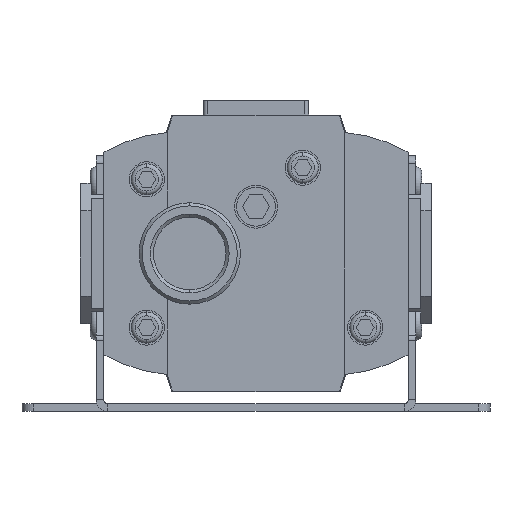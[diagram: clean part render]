
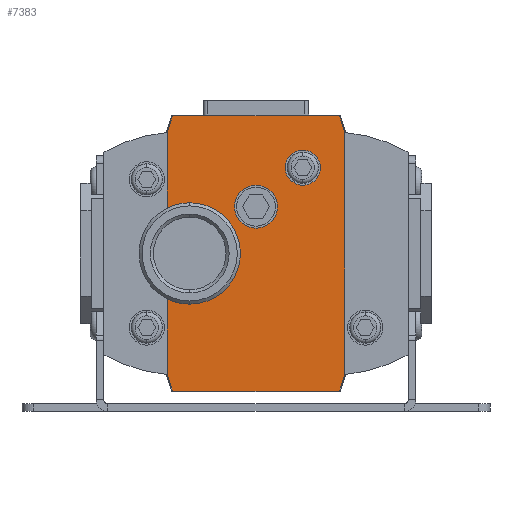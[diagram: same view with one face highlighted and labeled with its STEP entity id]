
A CAD part, front view. The second image highlights one B-rep face of the part: STEP entity #7383.
In plain terms, the highlighted planar face has unit normal (0, -1, 0).
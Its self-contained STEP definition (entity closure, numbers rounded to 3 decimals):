
#6 = DIRECTION ( 'NONE',  ( 0., -1., 0. ) ) ;
#297 = VERTEX_POINT ( 'NONE', #16149 ) ;
#352 = CARTESIAN_POINT ( 'NONE',  ( 12., -33., 26.5 ) ) ;
#360 = VECTOR ( 'NONE', #911, 1000. ) ;
#712 = CIRCLE ( 'NONE', #4695, 4.5 ) ;
#729 = DIRECTION ( 'NONE',  ( 0., 0., 1. ) ) ;
#829 = AXIS2_PLACEMENT_3D ( 'NONE', #9446, #1973, #10708 ) ;
#911 = DIRECTION ( 'NONE',  ( -1., 0., 0. ) ) ;
#914 = CARTESIAN_POINT ( 'NONE',  ( -22.802, -33., -11.633 ) ) ;
#1116 = DIRECTION ( 'NONE',  ( 0., -1., 0. ) ) ;
#1208 = EDGE_CURVE ( 'NONE', #14340, #297, #2739, .T. ) ;
#1589 = LINE ( 'NONE', #13971, #1977 ) ;
#1973 = DIRECTION ( 'NONE',  ( 0., -1., 0. ) ) ;
#1977 = VECTOR ( 'NONE', #5228, 1000. ) ;
#1982 = CARTESIAN_POINT ( 'NONE',  ( 22.802, -33., -30.968 ) ) ;
#2218 = VECTOR ( 'NONE', #729, 1000. ) ;
#2271 = AXIS2_PLACEMENT_3D ( 'NONE', #10309, #2831, #11602 ) ;
#2327 = EDGE_CURVE ( 'NONE', #10686, #15142, #7021, .T. ) ;
#2424 = DIRECTION ( 'NONE',  ( 0., -1., 0. ) ) ;
#2461 = LINE ( 'NONE', #10526, #14582 ) ;
#2468 = CARTESIAN_POINT ( 'NONE',  ( -21.395, -33., 35.3 ) ) ;
#2739 = CIRCLE ( 'NONE', #829, 13. ) ;
#2831 = DIRECTION ( 'NONE',  ( 0., -1., 0. ) ) ;
#2885 = VERTEX_POINT ( 'NONE', #9629 ) ;
#3034 = EDGE_CURVE ( 'NONE', #297, #14377, #3062, .T. ) ;
#3062 = CIRCLE ( 'NONE', #4220, 13. ) ;
#3204 = CIRCLE ( 'NONE', #11715, 4.5 ) ;
#3477 = CARTESIAN_POINT ( 'NONE',  ( -17., -33., 13. ) ) ;
#3493 = CARTESIAN_POINT ( 'NONE',  ( 0., -33., 17.5 ) ) ;
#3582 = PLANE ( 'NONE',  #13568 ) ;
#3704 = EDGE_LOOP ( 'NONE', ( #6773, #7121, #14886, #7961, #3938, #13262, #6230, #11586, #13799, #4880, #12664, #7865 ) ) ;
#3938 = ORIENTED_EDGE ( 'NONE', *, *, #13432, .T. ) ;
#4191 = VERTEX_POINT ( 'NONE', #4680 ) ;
#4216 = CARTESIAN_POINT ( 'NONE',  ( 12., -33., 22. ) ) ;
#4220 = AXIS2_PLACEMENT_3D ( 'NONE', #13700, #6218, #14960 ) ;
#4303 = LINE ( 'NONE', #4932, #13881 ) ;
#4403 = EDGE_CURVE ( 'NONE', #15515, #7654, #1589, .T. ) ;
#4495 = VERTEX_POINT ( 'NONE', #10391 ) ;
#4680 = CARTESIAN_POINT ( 'NONE',  ( -22.802, -33., 30.968 ) ) ;
#4688 = CARTESIAN_POINT ( 'NONE',  ( 22.802, -33., 30.968 ) ) ;
#4695 = AXIS2_PLACEMENT_3D ( 'NONE', #14351, #6881, #15620 ) ;
#4880 = ORIENTED_EDGE ( 'NONE', *, *, #12178, .T. ) ;
#4932 = CARTESIAN_POINT ( 'NONE',  ( -21.395, -33., 35.3 ) ) ;
#4943 = LINE ( 'NONE', #7556, #7863 ) ;
#5143 = CARTESIAN_POINT ( 'NONE',  ( 21.395, -33., -35.3 ) ) ;
#5214 = VERTEX_POINT ( 'NONE', #7925 ) ;
#5228 = DIRECTION ( 'NONE',  ( 0.309, 0., -0.951 ) ) ;
#5411 = ORIENTED_EDGE ( 'NONE', *, *, #10679, .F. ) ;
#5475 = DIRECTION ( 'NONE',  ( 0., 0., -1. ) ) ;
#5564 = EDGE_CURVE ( 'NONE', #15142, #4191, #4303, .T. ) ;
#5578 = CARTESIAN_POINT ( 'NONE',  ( -22.802, -33., 30.968 ) ) ;
#5626 = VECTOR ( 'NONE', #7243, 1000. ) ;
#6111 = FACE_BOUND ( 'NONE', #8066, .T. ) ;
#6184 = ORIENTED_EDGE ( 'NONE', *, *, #6529, .F. ) ;
#6218 = DIRECTION ( 'NONE',  ( 0., -1., 0. ) ) ;
#6230 = ORIENTED_EDGE ( 'NONE', *, *, #14152, .T. ) ;
#6529 = EDGE_CURVE ( 'NONE', #10827, #12129, #12683, .T. ) ;
#6733 = DIRECTION ( 'NONE',  ( 1., 0., 0. ) ) ;
#6773 = ORIENTED_EDGE ( 'NONE', *, *, #15423, .T. ) ;
#6881 = DIRECTION ( 'NONE',  ( 0., -1., 0. ) ) ;
#6913 = ORIENTED_EDGE ( 'NONE', *, *, #14787, .F. ) ;
#7021 = LINE ( 'NONE', #7157, #360 ) ;
#7121 = ORIENTED_EDGE ( 'NONE', *, *, #14062, .F. ) ;
#7157 = CARTESIAN_POINT ( 'NONE',  ( 21.395, -33., 35.3 ) ) ;
#7243 = DIRECTION ( 'NONE',  ( 0.309, 0., 0.951 ) ) ;
#7383 = ADVANCED_FACE ( 'NONE', ( #10184, #6111, #9386 ), #3582, .T. ) ;
#7407 = AXIS2_PLACEMENT_3D ( 'NONE', #9890, #2424, #11169 ) ;
#7439 = DIRECTION ( 'NONE',  ( -0.309, 0., -0.951 ) ) ;
#7505 = CARTESIAN_POINT ( 'NONE',  ( 0., -33., 12. ) ) ;
#7556 = CARTESIAN_POINT ( 'NONE',  ( 22.802, -33., 30.968 ) ) ;
#7591 = CARTESIAN_POINT ( 'NONE',  ( -21.395, -33., -35.3 ) ) ;
#7598 = CIRCLE ( 'NONE', #2271, 13. ) ;
#7601 = VERTEX_POINT ( 'NONE', #352 ) ;
#7654 = VERTEX_POINT ( 'NONE', #7591 ) ;
#7863 = VECTOR ( 'NONE', #8787, 1000. ) ;
#7865 = ORIENTED_EDGE ( 'NONE', *, *, #5564, .T. ) ;
#7925 = CARTESIAN_POINT ( 'NONE',  ( 22.802, -33., -30.968 ) ) ;
#7961 = ORIENTED_EDGE ( 'NONE', *, *, #1208, .F. ) ;
#8066 = EDGE_LOOP ( 'NONE', ( #5411, #6913 ) ) ;
#8738 = DIRECTION ( 'NONE',  ( 0., 0., -1. ) ) ;
#8787 = DIRECTION ( 'NONE',  ( -0.309, 0., 0.951 ) ) ;
#9048 = EDGE_LOOP ( 'NONE', ( #6184, #13498 ) ) ;
#9163 = CARTESIAN_POINT ( 'NONE',  ( -21.395, -33., -35.3 ) ) ;
#9313 = LINE ( 'NONE', #9163, #15614 ) ;
#9386 = FACE_OUTER_BOUND ( 'NONE', #3704, .T. ) ;
#9446 = CARTESIAN_POINT ( 'NONE',  ( -17., -33., 0. ) ) ;
#9628 = EDGE_CURVE ( 'NONE', #15774, #5214, #15231, .T. ) ;
#9629 = CARTESIAN_POINT ( 'NONE',  ( 12., -33., 17.5 ) ) ;
#9852 = DIRECTION ( 'NONE',  ( 0., 0., -1. ) ) ;
#9890 = CARTESIAN_POINT ( 'NONE',  ( 0., -33., 12. ) ) ;
#10184 = FACE_BOUND ( 'NONE', #9048, .T. ) ;
#10309 = CARTESIAN_POINT ( 'NONE',  ( -17., -33., 0. ) ) ;
#10391 = CARTESIAN_POINT ( 'NONE',  ( -22.802, -33., 11.633 ) ) ;
#10526 = CARTESIAN_POINT ( 'NONE',  ( -22.802, -33., 30.968 ) ) ;
#10579 = DIRECTION ( 'NONE',  ( 0., 0., -1. ) ) ;
#10679 = EDGE_CURVE ( 'NONE', #2885, #7601, #3204, .T. ) ;
#10686 = VERTEX_POINT ( 'NONE', #14215 ) ;
#10708 = DIRECTION ( 'NONE',  ( 0., 0., -1. ) ) ;
#10739 = CARTESIAN_POINT ( 'NONE',  ( 0., -33., 6.5 ) ) ;
#10827 = VERTEX_POINT ( 'NONE', #10739 ) ;
#11169 = DIRECTION ( 'NONE',  ( 0., 0., -1. ) ) ;
#11428 = EDGE_CURVE ( 'NONE', #5214, #16150, #12203, .T. ) ;
#11586 = ORIENTED_EDGE ( 'NONE', *, *, #9628, .T. ) ;
#11602 = DIRECTION ( 'NONE',  ( 0., 0., -1. ) ) ;
#11715 = AXIS2_PLACEMENT_3D ( 'NONE', #4216, #12972, #5475 ) ;
#11823 = DIRECTION ( 'NONE',  ( 0., 0., -1. ) ) ;
#12129 = VERTEX_POINT ( 'NONE', #3493 ) ;
#12178 = EDGE_CURVE ( 'NONE', #16150, #10686, #4943, .T. ) ;
#12203 = LINE ( 'NONE', #1982, #2218 ) ;
#12262 = CIRCLE ( 'NONE', #13608, 5.5 ) ;
#12277 = CARTESIAN_POINT ( 'NONE',  ( 21.395, -33., -35.3 ) ) ;
#12664 = ORIENTED_EDGE ( 'NONE', *, *, #2327, .T. ) ;
#12683 = CIRCLE ( 'NONE', #7407, 5.5 ) ;
#12972 = DIRECTION ( 'NONE',  ( 0., -1., 0. ) ) ;
#13262 = ORIENTED_EDGE ( 'NONE', *, *, #4403, .T. ) ;
#13295 = VECTOR ( 'NONE', #10579, 1000. ) ;
#13432 = EDGE_CURVE ( 'NONE', #14340, #15515, #13687, .T. ) ;
#13498 = ORIENTED_EDGE ( 'NONE', *, *, #15143, .F. ) ;
#13568 = AXIS2_PLACEMENT_3D ( 'NONE', #14859, #1116, #9852 ) ;
#13608 = AXIS2_PLACEMENT_3D ( 'NONE', #7505, #6, #8738 ) ;
#13687 = LINE ( 'NONE', #5578, #13295 ) ;
#13700 = CARTESIAN_POINT ( 'NONE',  ( -17., -33., 0. ) ) ;
#13799 = ORIENTED_EDGE ( 'NONE', *, *, #11428, .T. ) ;
#13881 = VECTOR ( 'NONE', #7439, 1000. ) ;
#13971 = CARTESIAN_POINT ( 'NONE',  ( -22.802, -33., -30.968 ) ) ;
#14062 = EDGE_CURVE ( 'NONE', #14377, #4495, #7598, .T. ) ;
#14152 = EDGE_CURVE ( 'NONE', #7654, #15774, #9313, .T. ) ;
#14215 = CARTESIAN_POINT ( 'NONE',  ( 21.395, -33., 35.3 ) ) ;
#14340 = VERTEX_POINT ( 'NONE', #914 ) ;
#14351 = CARTESIAN_POINT ( 'NONE',  ( 12., -33., 22. ) ) ;
#14377 = VERTEX_POINT ( 'NONE', #3477 ) ;
#14582 = VECTOR ( 'NONE', #11823, 1000. ) ;
#14787 = EDGE_CURVE ( 'NONE', #7601, #2885, #712, .T. ) ;
#14859 = CARTESIAN_POINT ( 'NONE',  ( 0., -33., 0. ) ) ;
#14886 = ORIENTED_EDGE ( 'NONE', *, *, #3034, .F. ) ;
#14960 = DIRECTION ( 'NONE',  ( 0., 0., -1. ) ) ;
#15142 = VERTEX_POINT ( 'NONE', #2468 ) ;
#15143 = EDGE_CURVE ( 'NONE', #12129, #10827, #12262, .T. ) ;
#15231 = LINE ( 'NONE', #12277, #5626 ) ;
#15423 = EDGE_CURVE ( 'NONE', #4191, #4495, #2461, .T. ) ;
#15515 = VERTEX_POINT ( 'NONE', #15750 ) ;
#15614 = VECTOR ( 'NONE', #6733, 1000. ) ;
#15620 = DIRECTION ( 'NONE',  ( 0., 0., -1. ) ) ;
#15750 = CARTESIAN_POINT ( 'NONE',  ( -22.802, -33., -30.968 ) ) ;
#15774 = VERTEX_POINT ( 'NONE', #5143 ) ;
#16149 = CARTESIAN_POINT ( 'NONE',  ( -17., -33., -13. ) ) ;
#16150 = VERTEX_POINT ( 'NONE', #4688 ) ;
